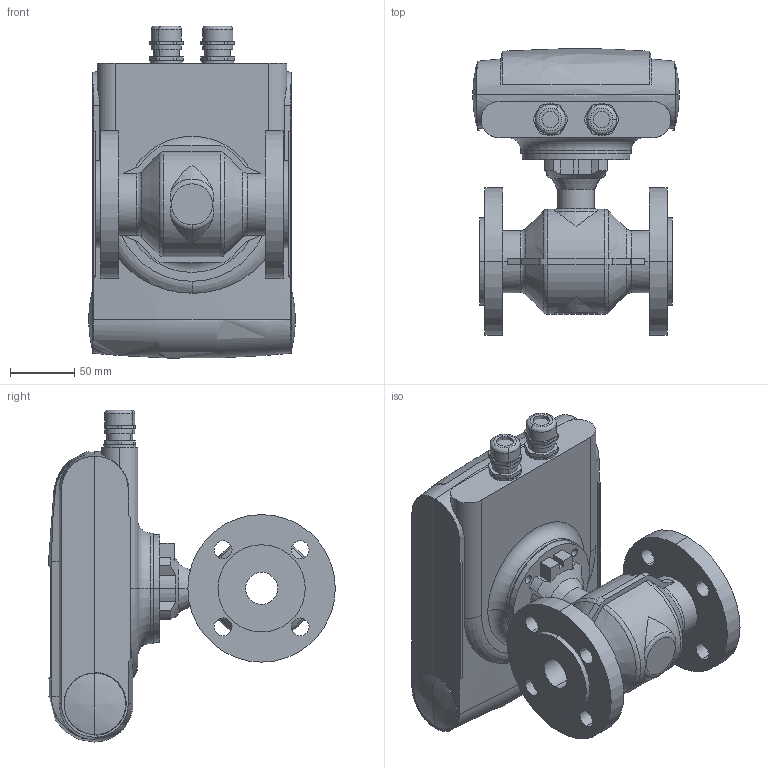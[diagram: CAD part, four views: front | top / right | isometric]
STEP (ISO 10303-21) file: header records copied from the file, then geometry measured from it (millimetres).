
FILE_DESCRIPTION (( 'STEP AP203' ), '1' );
FILE_NAME ('KROHNE_WATERFLUX_3100C_180_DIN2633_DN25_PN16.STEP', '2012-12-30T23:40:36', ( '' ), ( '' ), 'SwSTEP 2.0', 'SolidWorks 2012', '' );
FILE_SCHEMA (( 'CONFIG_CONTROL_DESIGN' ));
Length unit declared in the file: millimetre
Products named in the file (1): KROHNE_WATERFLUX_3100C_180_DIN2633_DN25_PN16
Bounding box: 161 x 223.48 x 258.76 mm (x, y, z)
Volume: 2964045.4 mm3; surface area: 350653.9 mm2
Topology: 16 solids, 21 shells, 596 faces, 1521 edges, 1009 vertices
Faces by surface type: plane 309, cylinder 180, torus 41, bspline 32, cone 30, sphere 4
Entity records: 21010 total; most frequent: CARTESIAN_POINT 6318, ORIENTED_EDGE 3042, DIRECTION 2971, EDGE_CURVE 1521, AXIS2_PLACEMENT_3D 1040, VERTEX_POINT 1009, LINE 891, VECTOR 891
